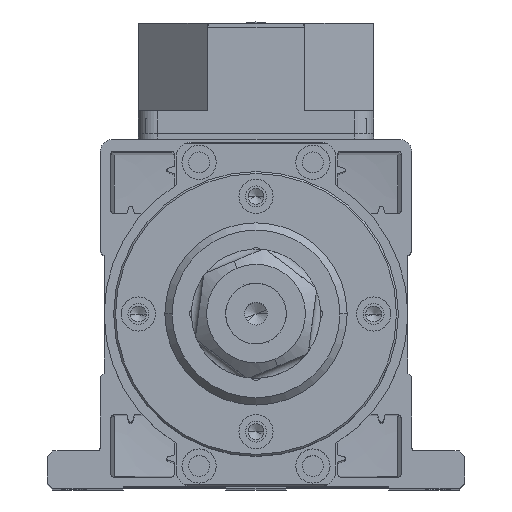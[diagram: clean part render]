
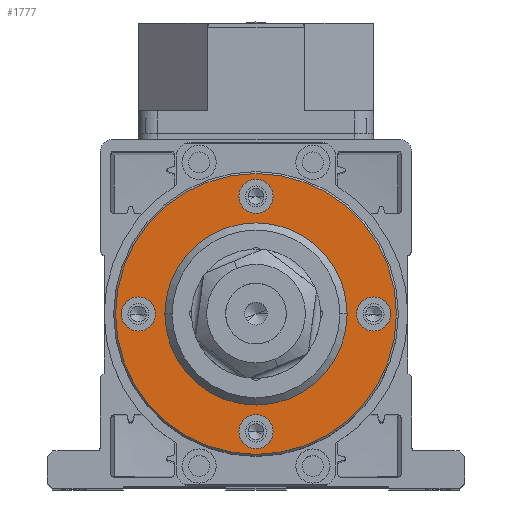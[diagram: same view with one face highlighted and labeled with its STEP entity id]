
A CAD part, top view. The second image highlights one B-rep face of the part: STEP entity #1777.
In plain terms, the highlighted face is planar.
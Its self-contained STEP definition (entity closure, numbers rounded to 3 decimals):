
#66 = ORIENTED_EDGE ( 'NONE', *, *, #5116, .F. ) ;
#82 = FACE_BOUND ( 'NONE', #5912, .T. ) ;
#282 = DIRECTION ( 'NONE',  ( 0., 0., 1. ) ) ;
#293 = EDGE_CURVE ( 'NONE', #11991, #14393, #8733, .T. ) ;
#461 = CARTESIAN_POINT ( 'NONE',  ( 12., 0., -26.5 ) ) ;
#511 = FACE_BOUND ( 'NONE', #6568, .T. ) ;
#516 = CARTESIAN_POINT ( 'NONE',  ( 12., 37.5, 0. ) ) ;
#602 = AXIS2_PLACEMENT_3D ( 'NONE', #4382, #11367, #7170 ) ;
#643 = CIRCLE ( 'NONE', #7913, 4.5 ) ;
#951 = DIRECTION ( 'NONE',  ( 0., 0., -1. ) ) ;
#981 = AXIS2_PLACEMENT_3D ( 'NONE', #4335, #1656, #282 ) ;
#986 = ORIENTED_EDGE ( 'NONE', *, *, #15574, .T. ) ;
#1086 = CIRCLE ( 'NONE', #8986, 4.5 ) ;
#1095 = DIRECTION ( 'NONE',  ( 1., 0., 0. ) ) ;
#1210 = FACE_BOUND ( 'NONE', #13700, .T. ) ;
#1314 = DIRECTION ( 'NONE',  ( -1., 0., 0. ) ) ;
#1374 = CARTESIAN_POINT ( 'NONE',  ( 12., 0., 31. ) ) ;
#1656 = DIRECTION ( 'NONE',  ( 1., 0., 0. ) ) ;
#1661 = CARTESIAN_POINT ( 'NONE',  ( 12., 31., 0. ) ) ;
#1690 = DIRECTION ( 'NONE',  ( 0., 1., 0. ) ) ;
#1695 = DIRECTION ( 'NONE',  ( 1., 0., 0. ) ) ;
#1732 = EDGE_CURVE ( 'NONE', #14504, #9560, #3634, .T. ) ;
#1777 = ADVANCED_FACE ( 'NONE', ( #511, #82, #1210, #17711, #7421, #15558 ), #13261, .F. ) ;
#2168 = CIRCLE ( 'NONE', #14668, 4.5 ) ;
#2229 = EDGE_LOOP ( 'NONE', ( #4737, #13064 ) ) ;
#2230 = CIRCLE ( 'NONE', #14862, 4.5 ) ;
#2901 = EDGE_CURVE ( 'NONE', #10383, #9058, #8700, .T. ) ;
#3315 = ORIENTED_EDGE ( 'NONE', *, *, #4089, .F. ) ;
#3378 = CARTESIAN_POINT ( 'NONE',  ( 12., 0., -17.443 ) ) ;
#3634 = CIRCLE ( 'NONE', #981, 37. ) ;
#3811 = AXIS2_PLACEMENT_3D ( 'NONE', #5929, #12990, #1690 ) ;
#3851 = CARTESIAN_POINT ( 'NONE',  ( 12., 31., -4.5 ) ) ;
#3908 = ORIENTED_EDGE ( 'NONE', *, *, #9361, .T. ) ;
#4016 = AXIS2_PLACEMENT_3D ( 'NONE', #1374, #7096, #9489 ) ;
#4089 = EDGE_CURVE ( 'NONE', #14444, #7197, #2230, .T. ) ;
#4335 = CARTESIAN_POINT ( 'NONE',  ( 12., 0., 0. ) ) ;
#4337 = AXIS2_PLACEMENT_3D ( 'NONE', #1661, #7316, #14142 ) ;
#4382 = CARTESIAN_POINT ( 'NONE',  ( 12., 0., 0. ) ) ;
#4648 = ORIENTED_EDGE ( 'NONE', *, *, #11349, .F. ) ;
#4737 = ORIENTED_EDGE ( 'NONE', *, *, #1732, .T. ) ;
#5116 = EDGE_CURVE ( 'NONE', #14393, #11991, #16998, .T. ) ;
#5119 = EDGE_CURVE ( 'NONE', #7197, #14444, #643, .T. ) ;
#5808 = EDGE_CURVE ( 'NONE', #9058, #10383, #1086, .T. ) ;
#5912 = EDGE_LOOP ( 'NONE', ( #11341, #13662 ) ) ;
#5929 = CARTESIAN_POINT ( 'NONE',  ( 12., 0., 31. ) ) ;
#5965 = CARTESIAN_POINT ( 'NONE',  ( 12., 0., 37. ) ) ;
#6192 = EDGE_CURVE ( 'NONE', #9560, #14504, #8822, .T. ) ;
#6259 = ORIENTED_EDGE ( 'NONE', *, *, #15381, .F. ) ;
#6371 = CIRCLE ( 'NONE', #4337, 4.5 ) ;
#6568 = EDGE_LOOP ( 'NONE', ( #9057, #3315 ) ) ;
#6688 = DIRECTION ( 'NONE',  ( 1., 0., 0. ) ) ;
#6694 = DIRECTION ( 'NONE',  ( 0., 0., 1. ) ) ;
#6987 = DIRECTION ( 'NONE',  ( 0., 0., 1. ) ) ;
#7096 = DIRECTION ( 'NONE',  ( 1., 0., 0. ) ) ;
#7170 = DIRECTION ( 'NONE',  ( 0., 0., 1. ) ) ;
#7197 = VERTEX_POINT ( 'NONE', #11458 ) ;
#7316 = DIRECTION ( 'NONE',  ( 1., 0., 0. ) ) ;
#7421 = FACE_OUTER_BOUND ( 'NONE', #2229, .T. ) ;
#7542 = DIRECTION ( 'NONE',  ( 0., 0., 1. ) ) ;
#7913 = AXIS2_PLACEMENT_3D ( 'NONE', #15508, #14157, #17800 ) ;
#8159 = CIRCLE ( 'NONE', #602, 17.443 ) ;
#8435 = CARTESIAN_POINT ( 'NONE',  ( 12., 0., 26.5 ) ) ;
#8700 = CIRCLE ( 'NONE', #14028, 4.5 ) ;
#8703 = AXIS2_PLACEMENT_3D ( 'NONE', #516, #10389, #7542 ) ;
#8733 = CIRCLE ( 'NONE', #3811, 4.5 ) ;
#8822 = CIRCLE ( 'NONE', #9485, 37. ) ;
#8986 = AXIS2_PLACEMENT_3D ( 'NONE', #9875, #15407, #6987 ) ;
#9057 = ORIENTED_EDGE ( 'NONE', *, *, #5119, .F. ) ;
#9058 = VERTEX_POINT ( 'NONE', #14225 ) ;
#9361 = EDGE_CURVE ( 'NONE', #15262, #14262, #10193, .T. ) ;
#9411 = VERTEX_POINT ( 'NONE', #3851 ) ;
#9485 = AXIS2_PLACEMENT_3D ( 'NONE', #13817, #16756, #15299 ) ;
#9489 = DIRECTION ( 'NONE',  ( 0., 1., 0. ) ) ;
#9560 = VERTEX_POINT ( 'NONE', #10164 ) ;
#9640 = VERTEX_POINT ( 'NONE', #17439 ) ;
#9875 = CARTESIAN_POINT ( 'NONE',  ( 12., -31., 0. ) ) ;
#10164 = CARTESIAN_POINT ( 'NONE',  ( 12., 0., -37. ) ) ;
#10193 = CIRCLE ( 'NONE', #14116, 17.443 ) ;
#10383 = VERTEX_POINT ( 'NONE', #12655 ) ;
#10389 = DIRECTION ( 'NONE',  ( -1., 0., 0. ) ) ;
#10956 = CARTESIAN_POINT ( 'NONE',  ( 12., 0., 17.443 ) ) ;
#11341 = ORIENTED_EDGE ( 'NONE', *, *, #2901, .F. ) ;
#11349 = EDGE_CURVE ( 'NONE', #9411, #9640, #6371, .T. ) ;
#11367 = DIRECTION ( 'NONE',  ( -1., 0., 0. ) ) ;
#11458 = CARTESIAN_POINT ( 'NONE',  ( 12., 0., -35.5 ) ) ;
#11481 = DIRECTION ( 'NONE',  ( 0., -1., 0. ) ) ;
#11991 = VERTEX_POINT ( 'NONE', #14720 ) ;
#12655 = CARTESIAN_POINT ( 'NONE',  ( 12., -31., -4.5 ) ) ;
#12765 = CARTESIAN_POINT ( 'NONE',  ( 12., 0., -31. ) ) ;
#12990 = DIRECTION ( 'NONE',  ( 1., 0., 0. ) ) ;
#13064 = ORIENTED_EDGE ( 'NONE', *, *, #6192, .T. ) ;
#13261 = PLANE ( 'NONE',  #8703 ) ;
#13451 = EDGE_LOOP ( 'NONE', ( #3908, #986 ) ) ;
#13662 = ORIENTED_EDGE ( 'NONE', *, *, #5808, .F. ) ;
#13700 = EDGE_LOOP ( 'NONE', ( #66, #15268 ) ) ;
#13817 = CARTESIAN_POINT ( 'NONE',  ( 12., 0., 0. ) ) ;
#14028 = AXIS2_PLACEMENT_3D ( 'NONE', #16574, #1095, #6694 ) ;
#14116 = AXIS2_PLACEMENT_3D ( 'NONE', #15074, #1314, #16419 ) ;
#14142 = DIRECTION ( 'NONE',  ( 0., 0., -1. ) ) ;
#14157 = DIRECTION ( 'NONE',  ( 1., 0., 0. ) ) ;
#14225 = CARTESIAN_POINT ( 'NONE',  ( 12., -31., 4.5 ) ) ;
#14262 = VERTEX_POINT ( 'NONE', #10956 ) ;
#14393 = VERTEX_POINT ( 'NONE', #8435 ) ;
#14444 = VERTEX_POINT ( 'NONE', #461 ) ;
#14504 = VERTEX_POINT ( 'NONE', #5965 ) ;
#14668 = AXIS2_PLACEMENT_3D ( 'NONE', #16332, #6688, #951 ) ;
#14720 = CARTESIAN_POINT ( 'NONE',  ( 12., 0., 35.5 ) ) ;
#14862 = AXIS2_PLACEMENT_3D ( 'NONE', #12765, #1695, #11481 ) ;
#15074 = CARTESIAN_POINT ( 'NONE',  ( 12., 0., 0. ) ) ;
#15262 = VERTEX_POINT ( 'NONE', #3378 ) ;
#15268 = ORIENTED_EDGE ( 'NONE', *, *, #293, .F. ) ;
#15299 = DIRECTION ( 'NONE',  ( 0., 0., 1. ) ) ;
#15381 = EDGE_CURVE ( 'NONE', #9640, #9411, #2168, .T. ) ;
#15407 = DIRECTION ( 'NONE',  ( 1., 0., 0. ) ) ;
#15508 = CARTESIAN_POINT ( 'NONE',  ( 12., 0., -31. ) ) ;
#15558 = FACE_BOUND ( 'NONE', #13451, .T. ) ;
#15574 = EDGE_CURVE ( 'NONE', #14262, #15262, #8159, .T. ) ;
#16332 = CARTESIAN_POINT ( 'NONE',  ( 12., 31., 0. ) ) ;
#16419 = DIRECTION ( 'NONE',  ( 0., 0., 1. ) ) ;
#16574 = CARTESIAN_POINT ( 'NONE',  ( 12., -31., 0. ) ) ;
#16756 = DIRECTION ( 'NONE',  ( 1., 0., 0. ) ) ;
#16998 = CIRCLE ( 'NONE', #4016, 4.5 ) ;
#17203 = EDGE_LOOP ( 'NONE', ( #4648, #6259 ) ) ;
#17439 = CARTESIAN_POINT ( 'NONE',  ( 12., 31., 4.5 ) ) ;
#17711 = FACE_BOUND ( 'NONE', #17203, .T. ) ;
#17800 = DIRECTION ( 'NONE',  ( 0., -1., 0. ) ) ;
